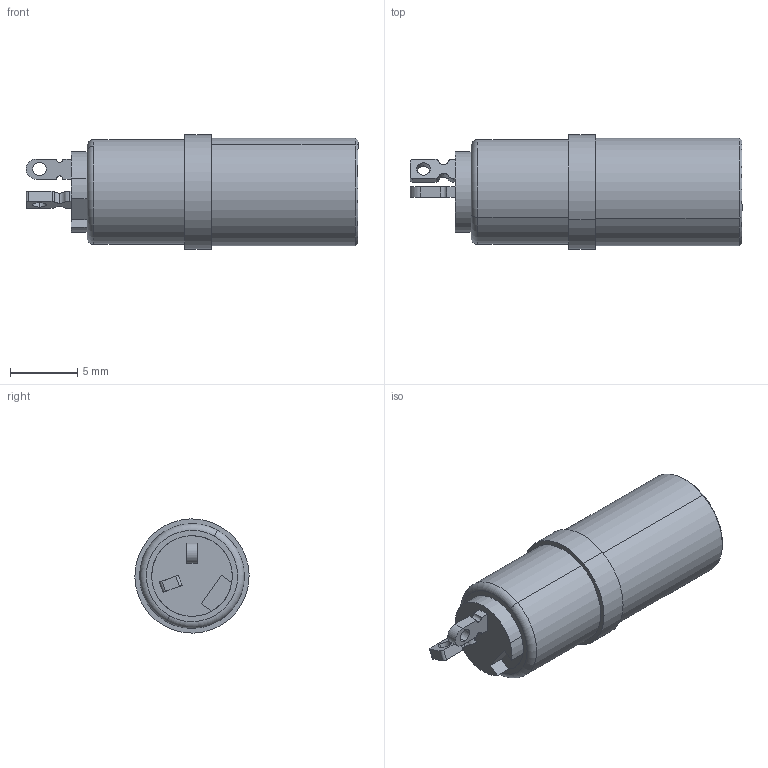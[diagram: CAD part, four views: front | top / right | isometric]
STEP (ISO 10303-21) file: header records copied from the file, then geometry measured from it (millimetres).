
FILE_DESCRIPTION (( 'STEP AP203' ), '1' );
FILE_NAME ('50-00039_revA1.STEP', '2016-08-01T23:21:59', ( '' ), ( '' ), 'SwSTEP 2.0', 'SolidWorks 2015', '' );
FILE_SCHEMA (( 'CONFIG_CONTROL_DESIGN' ));
Length unit declared in the file: millimetre
Products named in the file (6): 50-00039 contact 1; 50-00039 shell; 50-00039 contact 2; 50-00039_revA1; 50-00039 insulator; 50-00039 ring
Assembly tree (5 placements, depth 2):
  50-00039_revA1
    50-00039 contact 1
    50-00039 contact 2
    50-00039 insulator
    50-00039 ring
    50-00039 shell
Bounding box: 24.7 x 8.5 x 8.5 mm (x, y, z)
Volume: 815.1 mm3; surface area: 2061.7 mm2
Topology: 5 solids, 5 shells, 285 faces, 846 edges, 558 vertices
Faces by surface type: plane 125, cylinder 90, bspline 32, cone 30, torus 8
Entity records: 10972 total; most frequent: CARTESIAN_POINT 2953, ORIENTED_EDGE 1692, DIRECTION 1424, EDGE_CURVE 846, VERTEX_POINT 558, AXIS2_PLACEMENT_3D 533, LINE 358, VECTOR 358
